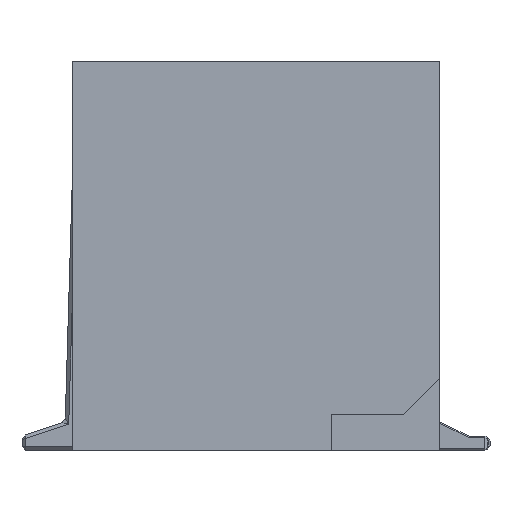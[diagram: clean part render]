
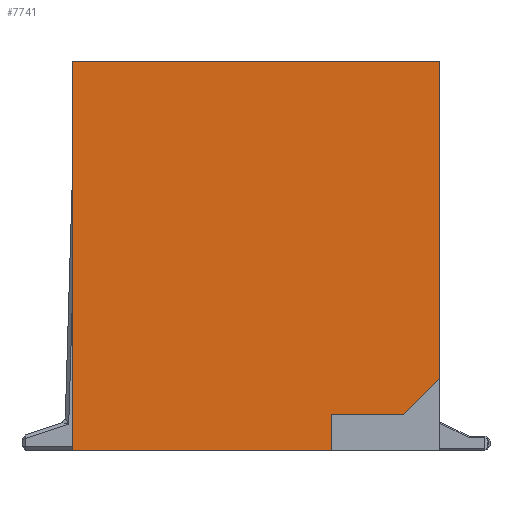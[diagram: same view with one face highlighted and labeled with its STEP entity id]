
A CAD part, left-side view. The second image highlights one B-rep face of the part: STEP entity #7741.
In plain terms, the highlighted planar face has unit normal (-1, 0, 0).
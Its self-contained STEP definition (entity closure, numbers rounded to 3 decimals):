
#387=FACE_OUTER_BOUND('',#862,.T.);
#862=EDGE_LOOP('',(#6091,#6092,#6093,#6094,#6095,#6096,#6097));
#1312=LINE('',#10911,#2357);
#1407=LINE('',#11152,#2452);
#1516=LINE('',#11368,#2561);
#1582=LINE('',#11510,#2627);
#1584=LINE('',#11513,#2629);
#1585=LINE('',#11516,#2630);
#1656=LINE('',#11947,#2701);
#2357=VECTOR('',#8852,10.);
#2452=VECTOR('',#8971,10.);
#2561=VECTOR('',#9144,10.);
#2627=VECTOR('',#9304,10.);
#2629=VECTOR('',#9308,10.);
#2630=VECTOR('',#9313,10.);
#2701=VECTOR('',#9454,10.);
#3333=VERTEX_POINT('',#10908);
#3334=VERTEX_POINT('',#10910);
#3422=VERTEX_POINT('',#11149);
#3423=VERTEX_POINT('',#11151);
#3498=VERTEX_POINT('',#11367);
#3526=VERTEX_POINT('',#11507);
#3527=VERTEX_POINT('',#11509);
#4044=EDGE_CURVE('',#3334,#3333,#1312,.T.);
#4148=EDGE_CURVE('',#3423,#3422,#1407,.T.);
#4257=EDGE_CURVE('',#3334,#3498,#1516,.T.);
#4323=EDGE_CURVE('',#3527,#3526,#1582,.T.);
#4325=EDGE_CURVE('',#3526,#3423,#1584,.T.);
#4326=EDGE_CURVE('',#3333,#3527,#1585,.T.);
#4420=EDGE_CURVE('',#3498,#3422,#1656,.T.);
#6091=ORIENTED_EDGE('',*,*,#4325,.T.);
#6092=ORIENTED_EDGE('',*,*,#4148,.T.);
#6093=ORIENTED_EDGE('',*,*,#4420,.F.);
#6094=ORIENTED_EDGE('',*,*,#4257,.F.);
#6095=ORIENTED_EDGE('',*,*,#4044,.T.);
#6096=ORIENTED_EDGE('',*,*,#4326,.T.);
#6097=ORIENTED_EDGE('',*,*,#4323,.T.);
#7275=PLANE('',#8249);
#7741=ADVANCED_FACE('',(#387),#7275,.T.);
#8249=AXIS2_PLACEMENT_3D('',#11972,#9482,#9483);
#8852=DIRECTION('',(0.,-1.,0.));
#8971=DIRECTION('',(0.,0.,1.));
#9144=DIRECTION('',(0.,0.,1.));
#9304=DIRECTION('',(0.,-1.,0.));
#9308=DIRECTION('',(0.,-0.707,0.707));
#9313=DIRECTION('',(0.,0.,1.));
#9454=DIRECTION('',(0.,-1.,0.));
#9482=DIRECTION('center_axis',(-1.,0.,0.));
#9483=DIRECTION('ref_axis',(0.,-1.,0.));
#10908=CARTESIAN_POINT('',(0.,1.5,0.));
#10910=CARTESIAN_POINT('',(0.,5.1,0.));
#10911=CARTESIAN_POINT('',(0.,5.1,0.));
#11149=CARTESIAN_POINT('',(0.,0.,5.4));
#11151=CARTESIAN_POINT('',(0.,0.,1.));
#11152=CARTESIAN_POINT('',(0.,0.,0.));
#11367=CARTESIAN_POINT('',(0.,5.1,5.4));
#11368=CARTESIAN_POINT('',(0.,5.1,0.));
#11507=CARTESIAN_POINT('',(0.,0.5,0.5));
#11509=CARTESIAN_POINT('',(0.,1.5,0.5));
#11510=CARTESIAN_POINT('',(0.,3.3,0.5));
#11513=CARTESIAN_POINT('',(0.,1.775,-0.775));
#11516=CARTESIAN_POINT('',(0.,1.5,0.));
#11947=CARTESIAN_POINT('',(0.,5.1,5.4));
#11972=CARTESIAN_POINT('Origin',(0.,5.1,0.));
